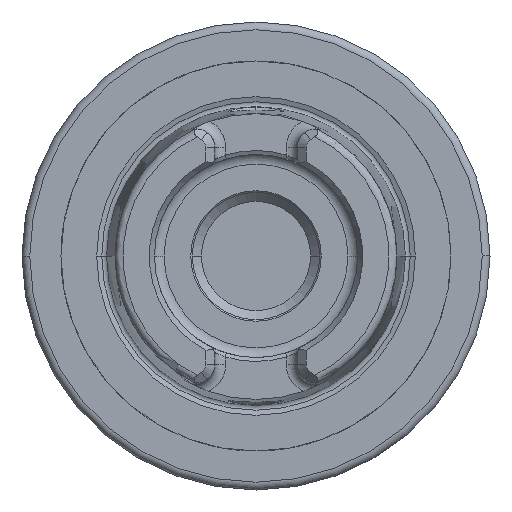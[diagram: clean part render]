
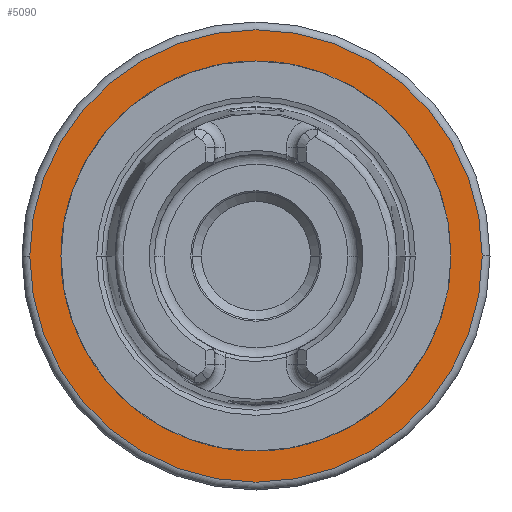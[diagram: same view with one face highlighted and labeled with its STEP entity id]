
A CAD part, left-side view. The second image highlights one B-rep face of the part: STEP entity #5090.
In plain terms, the highlighted planar face has unit normal (-1, 0, 0).
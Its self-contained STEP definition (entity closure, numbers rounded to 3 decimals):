
#1571=CARTESIAN_POINT('',(42.45,0.,0.));
#1572=DIRECTION('',(-1.,0.,0.));
#1573=DIRECTION('',(0.,1.,0.));
#1574=AXIS2_PLACEMENT_3D('',#1571,#1572,#1573);
#1576=CARTESIAN_POINT('',(42.45,0.,0.));
#1577=DIRECTION('',(-1.,0.,0.));
#1578=DIRECTION('',(0.,-1.,0.));
#1579=AXIS2_PLACEMENT_3D('',#1576,#1577,#1578);
#1581=CARTESIAN_POINT('',(42.45,0.,0.));
#1582=DIRECTION('',(1.,0.,0.));
#1583=DIRECTION('',(0.,-1.,0.));
#1584=AXIS2_PLACEMENT_3D('',#1581,#1582,#1583);
#1586=CARTESIAN_POINT('',(42.45,0.,0.));
#1587=DIRECTION('',(1.,0.,0.));
#1588=DIRECTION('',(0.,1.,0.));
#1589=AXIS2_PLACEMENT_3D('',#1586,#1587,#1588);
#3513=CARTESIAN_POINT('',(42.45,21.,0.));
#3514=CARTESIAN_POINT('',(42.45,-21.,0.));
#3515=VERTEX_POINT('',#3513);
#3516=VERTEX_POINT('',#3514);
#3540=CARTESIAN_POINT('',(42.45,-29.,0.));
#3541=CARTESIAN_POINT('',(42.45,29.,0.));
#3542=VERTEX_POINT('',#3540);
#3543=VERTEX_POINT('',#3541);
#5074=CARTESIAN_POINT('',(42.45,0.,0.));
#5075=DIRECTION('',(1.,0.,0.));
#5076=DIRECTION('',(0.,-1.,0.));
#5077=AXIS2_PLACEMENT_3D('',#5074,#5075,#5076);
#5078=PLANE('',#5077);
#5080=ORIENTED_EDGE('',*,*,#5079,.T.);
#5082=ORIENTED_EDGE('',*,*,#5081,.T.);
#5083=EDGE_LOOP('',(#5080,#5082));
#5084=FACE_OUTER_BOUND('',#5083,.F.);
#5085=ORIENTED_EDGE('',*,*,#5064,.T.);
#5087=ORIENTED_EDGE('',*,*,#5086,.T.);
#5088=EDGE_LOOP('',(#5085,#5087));
#5089=FACE_BOUND('',#5088,.F.);
#5090=ADVANCED_FACE('',(#5084,#5089),#5078,.F.);
#1575=CIRCLE('',#1574,21.);
#1580=CIRCLE('',#1579,21.);
#1585=CIRCLE('',#1584,29.);
#1590=CIRCLE('',#1589,29.);
#5064=EDGE_CURVE('',#3515,#3516,#1575,.T.);
#5079=EDGE_CURVE('',#3542,#3543,#1585,.T.);
#5081=EDGE_CURVE('',#3543,#3542,#1590,.T.);
#5086=EDGE_CURVE('',#3516,#3515,#1580,.T.);
